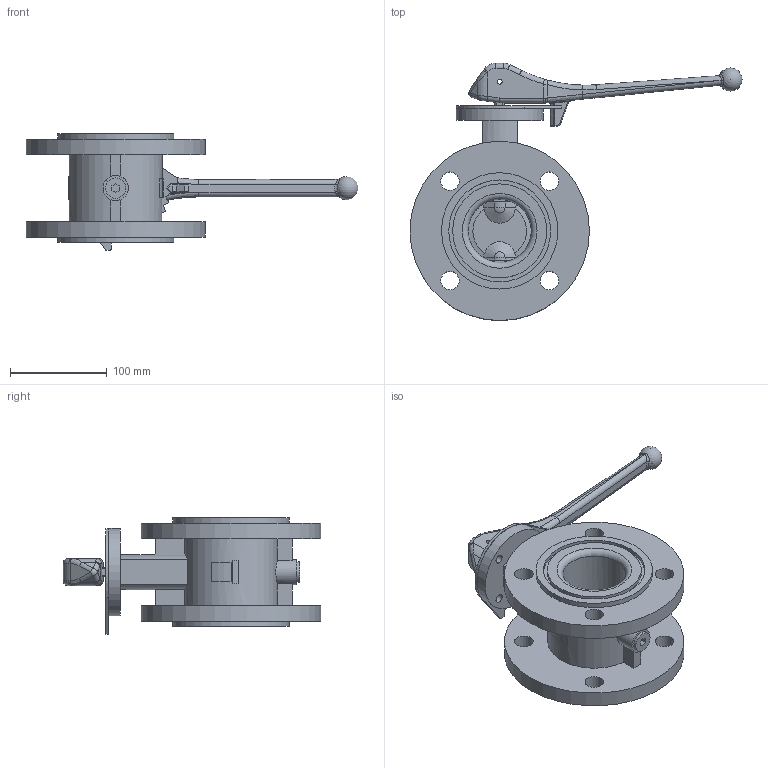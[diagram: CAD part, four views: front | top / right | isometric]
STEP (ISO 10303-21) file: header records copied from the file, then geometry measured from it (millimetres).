
FILE_DESCRIPTION(/* description */ (''),/* implementation_level */ '2;1');
FILE_NAME(/* name */ 'EVFS DN65 PN10-16_lever_std.step',/* time_stamp */ '2025-07-16T09:43:06+02:00',/* author */ (''),/* organization */ (''),/* preprocessor_version */ 'ST-DEVELOPER v20.1',/* originating_system */ 'Autodesk Translation Framework v14.10.0.0',/* authorisation */ '');
FILE_SCHEMA (('AUTOMOTIVE_DESIGN { 1 0 10303 214 3 1 1 }'));
Length unit declared in the file: millimetre
Products named in the file (3): EVFS DN65 PN10-16 w/lever_std; EVFS DN65 PN10_16; EV-SERIES LEVER L1 (DN50-80)
Assembly tree (2 placements, depth 2):
  EVFS DN65 PN10-16 w/lever_std
    EVFS DN65 PN10_16
    EV-SERIES LEVER L1 (DN50-80)
Bounding box: 342.41 x 265.5 x 120 mm (x, y, z)
Volume: 1417888 mm3; surface area: 232485.5 mm2
Topology: 2 solids, 2 shells, 528 faces, 1359 edges, 857 vertices
Faces by surface type: plane 252, cylinder 122, bspline 113, torus 22, cone 11, sphere 8
Full cylindrical faces by diameter (mm): 5 x2, 9 x4, 16 x1, 19 x8, 21 x1, 26 x1, 65 x2, 90 x1, 97 x2, 105 x2, 120 x2, 185 x2
Entity records: 21943 total; most frequent: CARTESIAN_POINT 9218, ORIENTED_EDGE 2690, DIRECTION 2396, EDGE_CURVE 1345, AXIS2_PLACEMENT_3D 863, VERTEX_POINT 857, LINE 670, VECTOR 670
